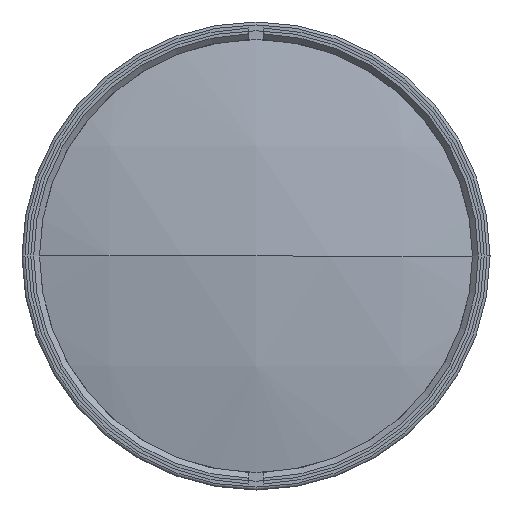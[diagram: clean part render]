
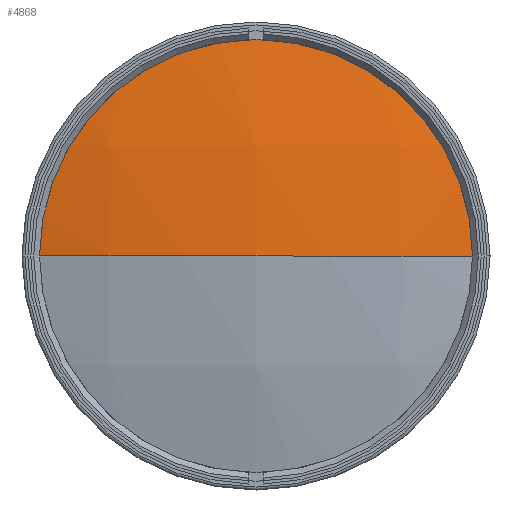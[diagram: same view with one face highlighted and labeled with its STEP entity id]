
A CAD part, left-side view. The second image highlights one B-rep face of the part: STEP entity #4868.
In plain terms, the highlighted spherical face has radius 161 mm.
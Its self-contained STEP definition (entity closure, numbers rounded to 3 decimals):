
#61 = ORIENTED_EDGE ( 'NONE', *, *, #2581, .T. ) ;
#138 = CARTESIAN_POINT ( 'NONE',  ( -169.51, 0., 0. ) ) ;
#367 = DIRECTION ( 'NONE',  ( 0., -1., 0. ) ) ;
#666 = AXIS2_PLACEMENT_3D ( 'NONE', #1897, #5053, #367 ) ;
#748 = CIRCLE ( 'NONE', #666, 161. ) ;
#818 = CARTESIAN_POINT ( 'NONE',  ( -8.51, 0., 0. ) ) ;
#931 = AXIS2_PLACEMENT_3D ( 'NONE', #1806, #4217, #4584 ) ;
#944 = CARTESIAN_POINT ( 'NONE',  ( -8.51, 0., 0. ) ) ;
#1304 = FACE_OUTER_BOUND ( 'NONE', #2235, .T. ) ;
#1605 = ORIENTED_EDGE ( 'NONE', *, *, #3478, .F. ) ;
#1806 = CARTESIAN_POINT ( 'NONE',  ( -165.082, 0., 0. ) ) ;
#1833 = CIRCLE ( 'NONE', #931, 37.5 ) ;
#1897 = CARTESIAN_POINT ( 'NONE',  ( -8.51, 0., 0. ) ) ;
#2115 = CARTESIAN_POINT ( 'NONE',  ( -165.082, -37.5, 0. ) ) ;
#2165 = VERTEX_POINT ( 'NONE', #2115 ) ;
#2235 = EDGE_LOOP ( 'NONE', ( #61, #4897, #1605 ) ) ;
#2317 = CARTESIAN_POINT ( 'NONE',  ( -165.082, 37.5, 0. ) ) ;
#2418 = VERTEX_POINT ( 'NONE', #138 ) ;
#2487 = AXIS2_PLACEMENT_3D ( 'NONE', #944, #4410, #4043 ) ;
#2581 = EDGE_CURVE ( 'NONE', #2165, #4075, #1833, .T. ) ;
#2594 = AXIS2_PLACEMENT_3D ( 'NONE', #818, #2789, #3940 ) ;
#2789 = DIRECTION ( 'NONE',  ( 0., 0., -1. ) ) ;
#3073 = CIRCLE ( 'NONE', #2594, 161. ) ;
#3323 = EDGE_CURVE ( 'NONE', #4075, #2418, #748, .T. ) ;
#3478 = EDGE_CURVE ( 'NONE', #2165, #2418, #3073, .T. ) ;
#3625 = SPHERICAL_SURFACE ( 'NONE', #2487, 161. ) ;
#3940 = DIRECTION ( 'NONE',  ( 0., 1., 0. ) ) ;
#4043 = DIRECTION ( 'NONE',  ( 0., -1., 0. ) ) ;
#4075 = VERTEX_POINT ( 'NONE', #2317 ) ;
#4217 = DIRECTION ( 'NONE',  ( -1., 0., 0. ) ) ;
#4410 = DIRECTION ( 'NONE',  ( 0., 0., 1. ) ) ;
#4584 = DIRECTION ( 'NONE',  ( 0., 0., -1. ) ) ;
#4868 = ADVANCED_FACE ( 'NONE', ( #1304 ), #3625, .T. ) ;
#4897 = ORIENTED_EDGE ( 'NONE', *, *, #3323, .T. ) ;
#5053 = DIRECTION ( 'NONE',  ( 0., 0., 1. ) ) ;
